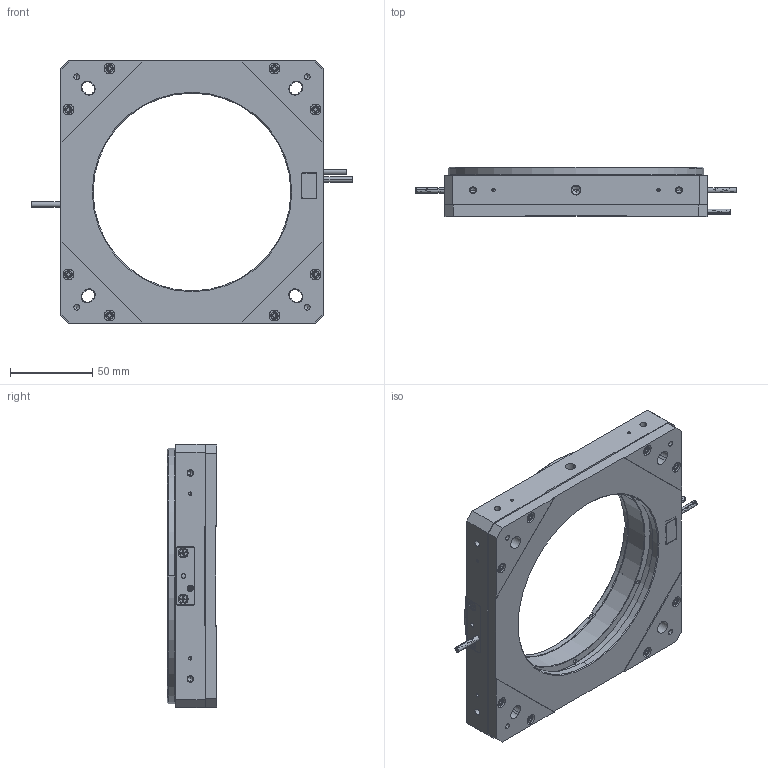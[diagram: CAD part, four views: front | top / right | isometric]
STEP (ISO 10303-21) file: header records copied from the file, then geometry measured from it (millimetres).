
FILE_DESCRIPTION (( 'STEP AP214' ), '1' );
FILE_NAME ('PR-160-1XX0X.STEP', '2025-05-19T21:36:48', ( '' ), ( '' ), 'SwSTEP 2.0', 'SolidWorks 2023', '' );
FILE_SCHEMA (( 'AUTOMOTIVE_DESIGN' ));
Length unit declared in the file: inch
Products named in the file (12): PR-160-1XX0X; 430839 PR-160, Piezo, Carriage; Screw, SHCS-S, M-DIN._M2 x 0.4 x 05mm; 430841 PR-160, Piezo, Rotor_Demo Model; SCREW, MS-PFH, M-DIN_M2.5 x 0.45 x 08mm; 430840 PR-160, Piezo, Motor Cover; Screw, SHCS-S, M-DIN._M2.5 x 0.45 x 08mm; 430838 PR-160, Piezo, Base_Default ; Cooner Black Cable_L20; 430438 PPS 28, Back Cover, NJ8x13; 130253 Bearing, Radial Roller, 130x146x8mm, IKO CRBS1308C1_CRBS 130 Bearing; 430845 PR-160, Encoder Plate, NJ 8x13
Assembly tree (29 placements, depth 2):
  PR-160-1XX0X
    430838 PR-160, Piezo, Base_Default 
    430840 PR-160, Piezo, Motor Cover  x2
    SCREW, MS-PFH, M-DIN_M2.5 x 0.45 x 08mm  x4
    130253 Bearing, Radial Roller, 130x146x8mm, IKO CRBS1308C1_CRBS 130 Bearing
    430841 PR-160, Piezo, Rotor_Demo Model
    430839 PR-160, Piezo, Carriage
    Screw, SHCS-S, M-DIN._M2 x 0.4 x 05mm  x6
    430845 PR-160, Encoder Plate, NJ 8x13
    Screw, SHCS-S, M-DIN._M2.5 x 0.45 x 08mm  x8
    430438 PPS 28, Back Cover, NJ8x13
    Cooner Black Cable_L20  x3
Bounding box: 195 x 30 x 160 mm (x, y, z)
Volume: 307859.3 mm3; surface area: 139303.4 mm2
Topology: 68 solids, 68 shells, 1406 faces, 3173 edges, 1952 vertices
Faces by surface type: plane 518, cylinder 496, cone 208, torus 112, bspline 72
Entity records: 70540 total; most frequent: CARTESIAN_POINT 49109, DIRECTION 4634, ORIENTED_EDGE 4066, EDGE_CURVE 2033, AXIS2_PLACEMENT_3D 1827, VERTEX_POINT 1316, EDGE_LOOP 1091, VECTOR 980
